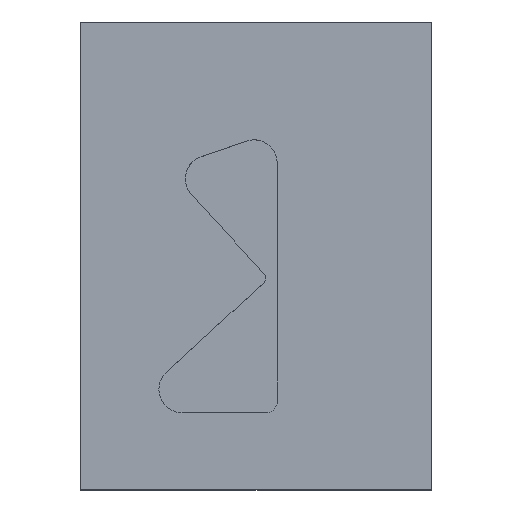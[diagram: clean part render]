
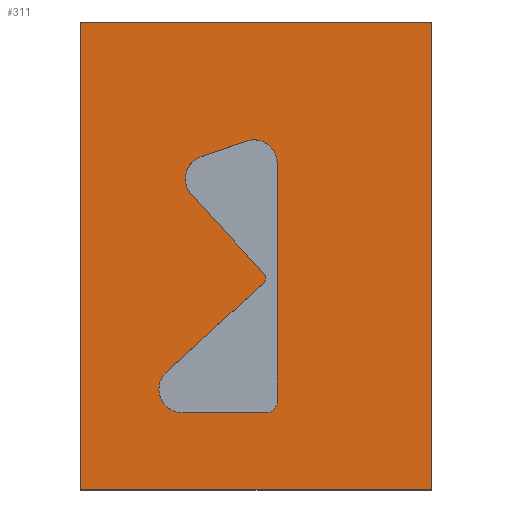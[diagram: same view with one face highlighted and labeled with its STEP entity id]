
A CAD part, top view. The second image highlights one B-rep face of the part: STEP entity #311.
In plain terms, the highlighted planar face has unit normal (0, 0, 1).
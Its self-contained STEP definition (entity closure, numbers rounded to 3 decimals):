
#15=FACE_BOUND('',#64,.T.);
#16=CIRCLE('',#329,5.);
#18=CIRCLE('',#333,10.);
#20=CIRCLE('',#337,10.);
#22=CIRCLE('',#341,3.005);
#24=CIRCLE('',#345,10.);
#46=FACE_OUTER_BOUND('',#63,.T.);
#63=EDGE_LOOP('',(#266,#267,#268,#269));
#64=EDGE_LOOP('',(#270,#271,#272,#273,#274,#275,#276,#277,#278,#279));
#66=LINE('',#446,#98);
#71=LINE('',#460,#103);
#75=LINE('',#472,#107);
#79=LINE('',#484,#111);
#83=LINE('',#496,#115);
#88=LINE('',#511,#120);
#91=LINE('',#517,#123);
#94=LINE('',#523,#126);
#97=LINE('',#527,#129);
#98=VECTOR('',#358,10.);
#103=VECTOR('',#371,10.);
#107=VECTOR('',#383,10.);
#111=VECTOR('',#395,10.);
#115=VECTOR('',#407,10.);
#120=VECTOR('',#422,10.);
#123=VECTOR('',#427,10.);
#126=VECTOR('',#432,10.);
#129=VECTOR('',#437,10.);
#130=VERTEX_POINT('',#444);
#131=VERTEX_POINT('',#445);
#134=VERTEX_POINT('',#453);
#136=VERTEX_POINT('',#459);
#138=VERTEX_POINT('',#465);
#140=VERTEX_POINT('',#471);
#142=VERTEX_POINT('',#477);
#144=VERTEX_POINT('',#483);
#146=VERTEX_POINT('',#489);
#148=VERTEX_POINT('',#495);
#152=VERTEX_POINT('',#508);
#153=VERTEX_POINT('',#510);
#155=VERTEX_POINT('',#516);
#157=VERTEX_POINT('',#522);
#158=EDGE_CURVE('',#130,#131,#66,.T.);
#162=EDGE_CURVE('',#134,#130,#16,.T.);
#165=EDGE_CURVE('',#136,#134,#71,.T.);
#168=EDGE_CURVE('',#138,#136,#18,.T.);
#171=EDGE_CURVE('',#140,#138,#75,.T.);
#174=EDGE_CURVE('',#142,#140,#20,.T.);
#177=EDGE_CURVE('',#144,#142,#79,.T.);
#180=EDGE_CURVE('',#146,#144,#22,.T.);
#183=EDGE_CURVE('',#148,#146,#83,.T.);
#186=EDGE_CURVE('',#131,#148,#24,.T.);
#190=EDGE_CURVE('',#153,#152,#88,.T.);
#193=EDGE_CURVE('',#155,#153,#91,.T.);
#196=EDGE_CURVE('',#157,#155,#94,.T.);
#199=EDGE_CURVE('',#152,#157,#97,.T.);
#266=ORIENTED_EDGE('',*,*,#199,.T.);
#267=ORIENTED_EDGE('',*,*,#196,.T.);
#268=ORIENTED_EDGE('',*,*,#193,.T.);
#269=ORIENTED_EDGE('',*,*,#190,.T.);
#270=ORIENTED_EDGE('',*,*,#158,.T.);
#271=ORIENTED_EDGE('',*,*,#186,.T.);
#272=ORIENTED_EDGE('',*,*,#183,.T.);
#273=ORIENTED_EDGE('',*,*,#180,.T.);
#274=ORIENTED_EDGE('',*,*,#177,.T.);
#275=ORIENTED_EDGE('',*,*,#174,.T.);
#276=ORIENTED_EDGE('',*,*,#171,.T.);
#277=ORIENTED_EDGE('',*,*,#168,.T.);
#278=ORIENTED_EDGE('',*,*,#165,.T.);
#279=ORIENTED_EDGE('',*,*,#162,.T.);
#294=PLANE('',#352);
#311=ADVANCED_FACE('',(#46,#15),#294,.T.);
#329=AXIS2_PLACEMENT_3D('',#454,#364,#365);
#333=AXIS2_PLACEMENT_3D('',#466,#376,#377);
#337=AXIS2_PLACEMENT_3D('',#478,#388,#389);
#341=AXIS2_PLACEMENT_3D('',#490,#400,#401);
#345=AXIS2_PLACEMENT_3D('',#501,#412,#413);
#352=AXIS2_PLACEMENT_3D('',#528,#438,#439);
#358=DIRECTION('',(-1.,0.,0.));
#364=DIRECTION('center_axis',(0.,0.,-1.));
#365=DIRECTION('ref_axis',(0.,-1.,0.));
#371=DIRECTION('',(0.,-1.,0.));
#376=DIRECTION('center_axis',(0.,0.,-1.));
#377=DIRECTION('ref_axis',(1.,0.,0.));
#383=DIRECTION('',(0.945,0.327,0.));
#388=DIRECTION('center_axis',(0.,0.,-1.));
#389=DIRECTION('ref_axis',(-0.327,0.945,0.));
#395=DIRECTION('',(-0.676,0.736,0.));
#400=DIRECTION('center_axis',(0.,0.,1.));
#401=DIRECTION('ref_axis',(-0.676,0.736,0.));
#407=DIRECTION('',(0.736,0.676,0.));
#412=DIRECTION('center_axis',(0.,0.,-1.));
#413=DIRECTION('ref_axis',(-0.676,0.736,0.));
#422=DIRECTION('',(1.,0.,0.));
#427=DIRECTION('',(0.,-1.,0.));
#432=DIRECTION('',(-1.,0.,0.));
#437=DIRECTION('',(0.,1.,0.));
#438=DIRECTION('center_axis',(0.,0.,1.));
#439=DIRECTION('ref_axis',(0.,-1.,0.));
#444=CARTESIAN_POINT('',(16.746,-67.048,22.001));
#445=CARTESIAN_POINT('',(-18.861,-67.048,22.001));
#446=CARTESIAN_POINT('',(14.706,-67.048,22.001));
#453=CARTESIAN_POINT('',(21.746,-62.048,22.001));
#454=CARTESIAN_POINT('Origin',(16.746,-62.048,22.001));
#459=CARTESIAN_POINT('',(21.746,39.649,22.001));
#460=CARTESIAN_POINT('',(21.746,19.825,22.001));
#465=CARTESIAN_POINT('',(8.481,49.101,22.001));
#466=CARTESIAN_POINT('Origin',(11.746,39.649,22.001));
#471=CARTESIAN_POINT('',(-10.824,42.431,22.001));
#472=CARTESIAN_POINT('',(-6.88,43.794,22.001));
#477=CARTESIAN_POINT('',(-14.924,26.215,22.001));
#478=CARTESIAN_POINT('Origin',(-7.559,32.98,22.001));
#483=CARTESIAN_POINT('',(15.959,-7.409,22.001));
#484=CARTESIAN_POINT('',(13.36,-4.579,22.001));
#489=CARTESIAN_POINT('',(15.779,-11.654,22.001));
#490=CARTESIAN_POINT('Origin',(13.746,-9.441,22.001));
#495=CARTESIAN_POINT('',(-25.626,-49.683,22.001));
#496=CARTESIAN_POINT('',(-2.865,-28.777,22.001));
#501=CARTESIAN_POINT('Origin',(-18.861,-57.048,22.001));
#508=CARTESIAN_POINT('',(87.666,-100.,22.001));
#510=CARTESIAN_POINT('',(-62.334,-100.,22.001));
#511=CARTESIAN_POINT('',(-62.334,-100.,22.001));
#516=CARTESIAN_POINT('',(-62.334,100.,22.001));
#517=CARTESIAN_POINT('',(-62.334,100.,22.001));
#522=CARTESIAN_POINT('',(87.666,100.,22.001));
#523=CARTESIAN_POINT('',(87.666,100.,22.001));
#527=CARTESIAN_POINT('',(87.666,-100.,22.001));
#528=CARTESIAN_POINT('Origin',(12.666,0.,22.001));
